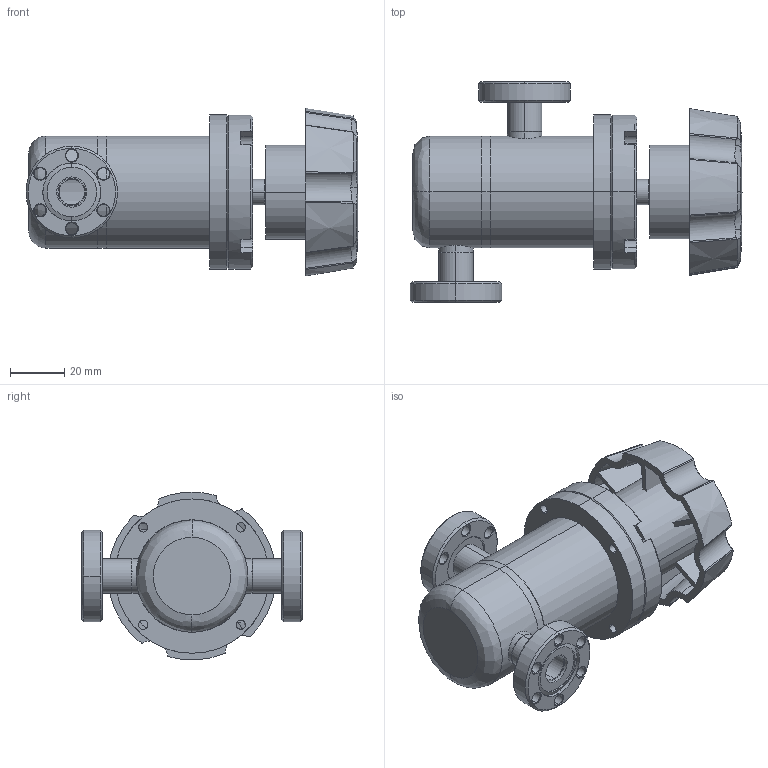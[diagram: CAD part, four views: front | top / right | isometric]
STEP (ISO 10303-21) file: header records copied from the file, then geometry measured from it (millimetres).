
FILE_DESCRIPTION (( 'STEP AP214' ), '1' );
FILE_NAME ('L-500-H-CF_INLINE_VALVE_VITON_BONNET_MANUAL.STEP', '2020-03-21T06:05:41', ( 'admin' ), ( 'Microsoft' ), 'SwSTEP 2.0', 'SolidWorks 2016', '' );
FILE_SCHEMA (( 'AUTOMOTIVE_DESIGN' ));
Length unit declared in the file: inch
Products named in the file (1): L-500-H-CF_INLINE_VALVE_VITON_BONNET_MANUAL
Bounding box: 122.45 x 81.33 x 61.91 mm (x, y, z)
Volume: 100562.4 mm3; surface area: 72157.3 mm2
Topology: 16 solids, 16 shells, 445 faces, 1114 edges, 724 vertices
Faces by surface type: cylinder 177, cone 140, plane 105, bspline 22, sphere 1
Entity records: 15493 total; most frequent: CARTESIAN_POINT 4540, DIRECTION 2260, ORIENTED_EDGE 2228, EDGE_CURVE 1114, AXIS2_PLACEMENT_3D 936, VERTEX_POINT 724, EDGE_LOOP 538, CIRCLE 512
